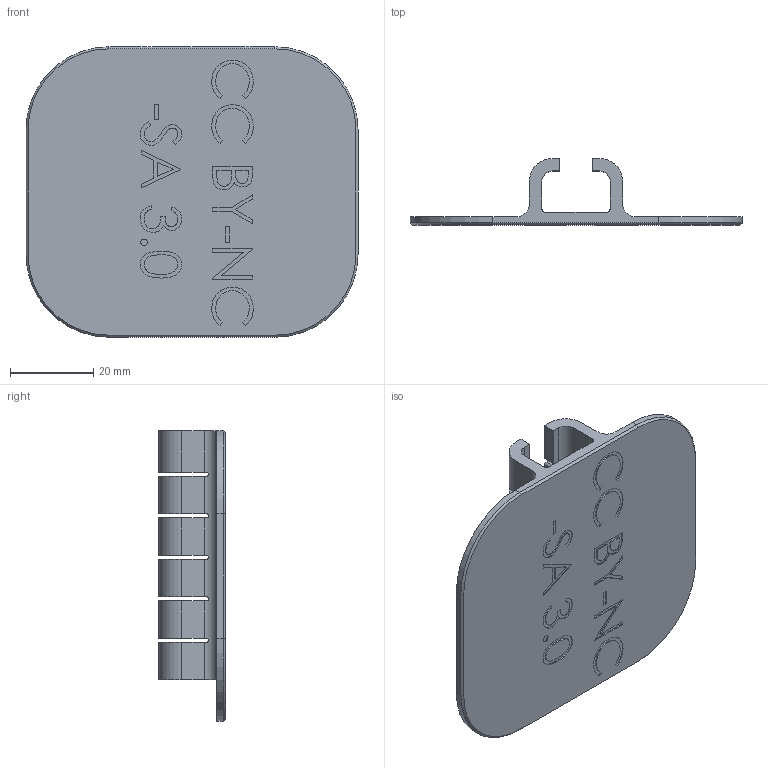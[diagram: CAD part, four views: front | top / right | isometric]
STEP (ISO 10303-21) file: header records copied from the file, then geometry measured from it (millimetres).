
FILE_DESCRIPTION (( 'STEP AP214' ), '1' );
FILE_NAME ('xr elite headstrap squares variant.STEP', '2024-02-23T18:52:00', ( '' ), ( '' ), 'SwSTEP 2.0', 'SolidWorks 2010', '' );
FILE_SCHEMA (( 'AUTOMOTIVE_DESIGN' ));
Length unit declared in the file: millimetre
Products named in the file (1): xr elite headstrap squares variant
Bounding box: 80 x 16 x 70 mm (x, y, z)
Volume: 17165.5 mm3; surface area: 15597.7 mm2
Topology: 1 solids, 1 shells, 486 faces, 1343 edges, 886 vertices
Faces by surface type: plane 278, bspline 132, cylinder 72, cone 4
Entity records: 24077 total; most frequent: CARTESIAN_POINT 12452, ORIENTED_EDGE 2686, DIRECTION 1917, EDGE_CURVE 1343, VECTOR 911, LINE 911, VERTEX_POINT 886, EDGE_LOOP 513
